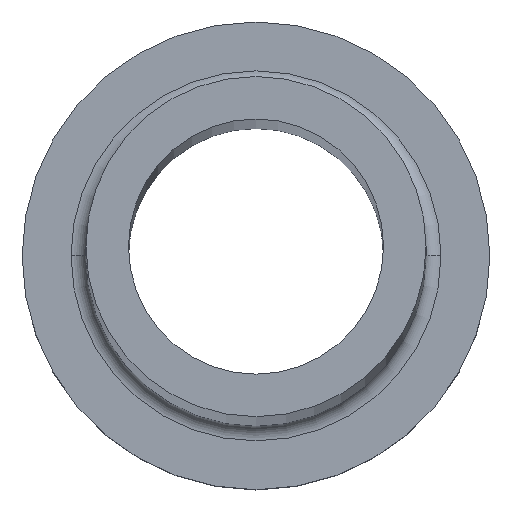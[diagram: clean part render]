
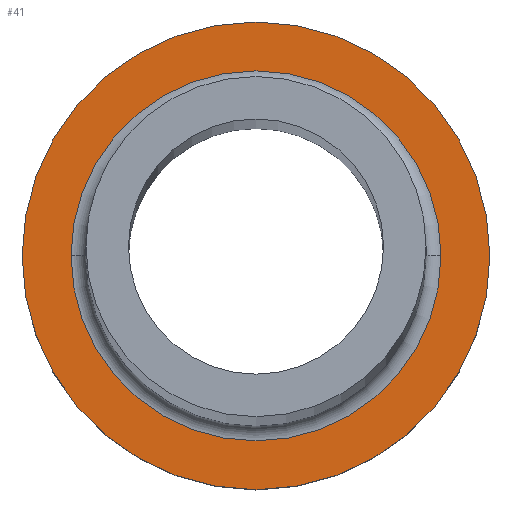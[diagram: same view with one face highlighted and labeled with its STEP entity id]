
A CAD part, top view. The second image highlights one B-rep face of the part: STEP entity #41.
In plain terms, the highlighted planar face has unit normal (0, 0, 1).
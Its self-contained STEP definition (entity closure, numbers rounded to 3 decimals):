
#8 = VERTEX_POINT ( 'NONE', #45 ) ;
#18 = EDGE_CURVE ( 'NONE', #113, #353, #355, .T. ) ;
#19 = FACE_BOUND ( 'NONE', #329, .T. ) ;
#27 = AXIS2_PLACEMENT_3D ( 'NONE', #308, #189, #311 ) ;
#41 = ADVANCED_FACE ( 'NONE', ( #19, #304 ), #148, .T. ) ;
#45 = CARTESIAN_POINT ( 'NONE',  ( 8.7, 0., 7. ) ) ;
#49 = DIRECTION ( 'NONE',  ( 0., 0., -1. ) ) ;
#50 = CARTESIAN_POINT ( 'NONE',  ( 0., 0., 7. ) ) ;
#55 = DIRECTION ( 'NONE',  ( 1., 0., 0. ) ) ;
#79 = DIRECTION ( 'NONE',  ( 1., 0., 0. ) ) ;
#80 = AXIS2_PLACEMENT_3D ( 'NONE', #50, #369, #55 ) ;
#106 = AXIS2_PLACEMENT_3D ( 'NONE', #343, #49, #79 ) ;
#111 = ORIENTED_EDGE ( 'NONE', *, *, #117, .T. ) ;
#113 = VERTEX_POINT ( 'NONE', #218 ) ;
#117 = EDGE_CURVE ( 'NONE', #8, #332, #138, .T. ) ;
#120 = DIRECTION ( 'NONE',  ( 0., 0., 1. ) ) ;
#134 = CARTESIAN_POINT ( 'NONE',  ( 11., 0., 7. ) ) ;
#138 = CIRCLE ( 'NONE', #106, 8.7 ) ;
#148 = PLANE ( 'NONE',  #173 ) ;
#162 = CARTESIAN_POINT ( 'NONE',  ( -8.7, 0., 7. ) ) ;
#173 = AXIS2_PLACEMENT_3D ( 'NONE', #235, #330, #318 ) ;
#186 = DIRECTION ( 'NONE',  ( 1., 0., 0. ) ) ;
#189 = DIRECTION ( 'NONE',  ( 0., 0., -1. ) ) ;
#199 = EDGE_LOOP ( 'NONE', ( #258, #292 ) ) ;
#218 = CARTESIAN_POINT ( 'NONE',  ( -11., 0., 7. ) ) ;
#233 = ORIENTED_EDGE ( 'NONE', *, *, #299, .T. ) ;
#235 = CARTESIAN_POINT ( 'NONE',  ( 0., 0., 7. ) ) ;
#258 = ORIENTED_EDGE ( 'NONE', *, *, #18, .T. ) ;
#292 = ORIENTED_EDGE ( 'NONE', *, *, #312, .T. ) ;
#299 = EDGE_CURVE ( 'NONE', #332, #8, #373, .T. ) ;
#304 = FACE_OUTER_BOUND ( 'NONE', #199, .T. ) ;
#308 = CARTESIAN_POINT ( 'NONE',  ( 0., 0., 7. ) ) ;
#311 = DIRECTION ( 'NONE',  ( 1., 0., 0. ) ) ;
#312 = EDGE_CURVE ( 'NONE', #353, #113, #328, .T. ) ;
#318 = DIRECTION ( 'NONE',  ( 1., 0., 0. ) ) ;
#323 = AXIS2_PLACEMENT_3D ( 'NONE', #336, #120, #186 ) ;
#328 = CIRCLE ( 'NONE', #80, 11. ) ;
#329 = EDGE_LOOP ( 'NONE', ( #111, #233 ) ) ;
#330 = DIRECTION ( 'NONE',  ( 0., 0., 1. ) ) ;
#332 = VERTEX_POINT ( 'NONE', #162 ) ;
#336 = CARTESIAN_POINT ( 'NONE',  ( 0., 0., 7. ) ) ;
#343 = CARTESIAN_POINT ( 'NONE',  ( 0., 0., 7. ) ) ;
#353 = VERTEX_POINT ( 'NONE', #134 ) ;
#355 = CIRCLE ( 'NONE', #323, 11. ) ;
#369 = DIRECTION ( 'NONE',  ( 0., 0., 1. ) ) ;
#373 = CIRCLE ( 'NONE', #27, 8.7 ) ;
